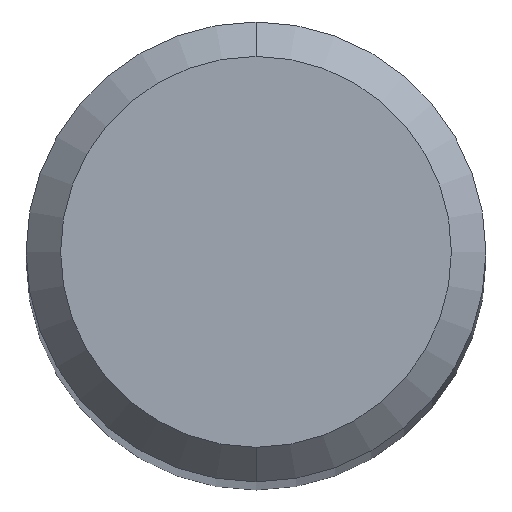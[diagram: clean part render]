
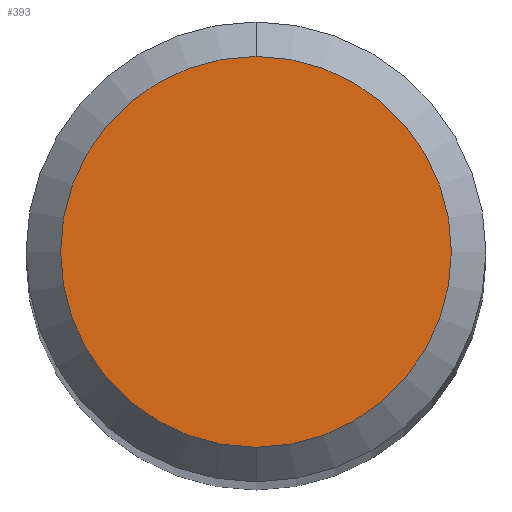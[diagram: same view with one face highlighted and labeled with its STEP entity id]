
A CAD part, top view. The second image highlights one B-rep face of the part: STEP entity #393.
In plain terms, the highlighted planar face has unit normal (0, 0, 1).
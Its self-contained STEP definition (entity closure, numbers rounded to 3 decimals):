
#393=ADVANCED_FACE('',(#1061),#1062,.T.);
#543=EDGE_CURVE('',#819,#937,#1219,.T.);
#819=VERTEX_POINT('',#1525);
#937=VERTEX_POINT('',#1649);
#941=EDGE_CURVE('',#937,#819,#1653,.T.);
#1061=FACE_OUTER_BOUND('',#1879,.T.);
#1062=PLANE('',#1880);
#1219=CIRCLE('',#2425,1.7);
#1525=CARTESIAN_POINT('',(0.,-1.7,0.0));
#1649=CARTESIAN_POINT('',(0.0,1.7,0.0));
#1653=CIRCLE('',#3911,1.7);
#1879=EDGE_LOOP('',(#4230,#4231));
#1880=AXIS2_PLACEMENT_3D('',#4232,#4233,#4234);
#2425=AXIS2_PLACEMENT_3D('',#4334,#4335,#4336);
#3911=AXIS2_PLACEMENT_3D('',#4800,#4801,#4802);
#4230=ORIENTED_EDGE('',*,*,#941,.F.);
#4231=ORIENTED_EDGE('',*,*,#543,.F.);
#4232=CARTESIAN_POINT('',(0.0,0.85,0.0));
#4233=DIRECTION('',(-0.0,0.0,1.0));
#4234=DIRECTION('',(0.0,-1.0,0.0));
#4334=CARTESIAN_POINT('',(0.0,0.0,0.0));
#4335=DIRECTION('',(0.0,0.0,-1.0));
#4336=DIRECTION('',(0.0,1.0,0.0));
#4800=CARTESIAN_POINT('',(0.0,0.0,0.0));
#4801=DIRECTION('',(0.0,0.0,-1.0));
#4802=DIRECTION('',(0.0,1.0,0.0));
